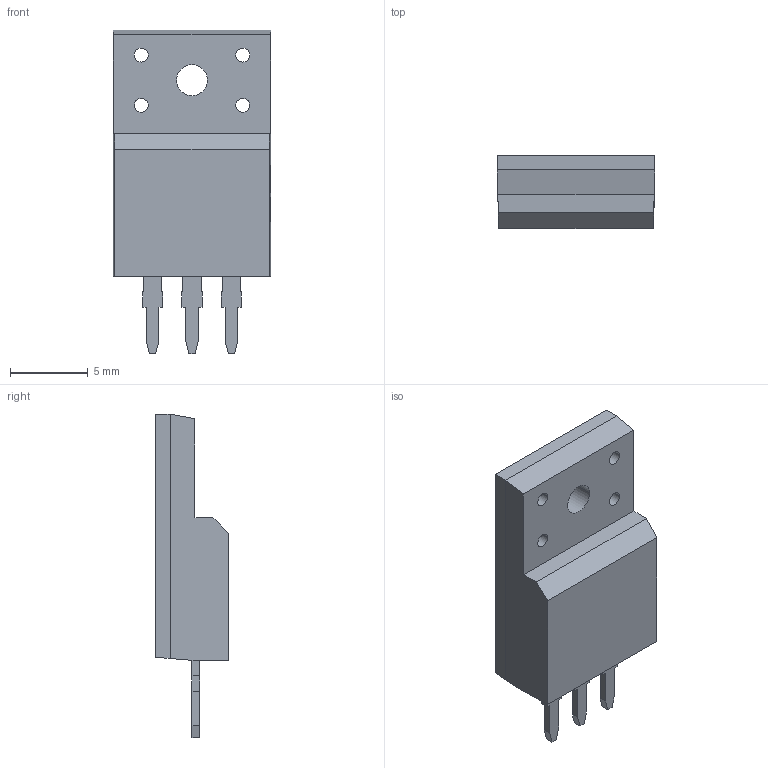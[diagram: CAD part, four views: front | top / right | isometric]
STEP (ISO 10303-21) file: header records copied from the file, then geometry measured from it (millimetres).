
FILE_DESCRIPTION (( 'STEP AP214' ), '1' );
FILE_NAME ('TO-220F_L15.9-W5.0-P5.44-BL.STEP', '2023-07-08T11:18:59', ( '' ), ( '' ), 'SwSTEP 2.0', 'SolidWorks 2020', '' );
FILE_SCHEMA (( 'AUTOMOTIVE_DESIGN' ));
Length unit declared in the file: millimetre
Products named in the file (1): TO-220F_L15.9-W5.0-P5.44-BL
Bounding box: 10.16 x 4.7 x 20.87 mm (x, y, z)
Volume: 590.2 mm3; surface area: 908.2 mm2
Topology: 2 solids, 2 shells, 305 faces, 840 edges, 558 vertices
Faces by surface type: plane 187, bspline 98, cylinder 20
Entity records: 11178 total; most frequent: CARTESIAN_POINT 3010, ORIENTED_EDGE 1680, DIRECTION 1096, EDGE_CURVE 840, VECTOR 600, LINE 600, VERTEX_POINT 558, EDGE_LOOP 344
